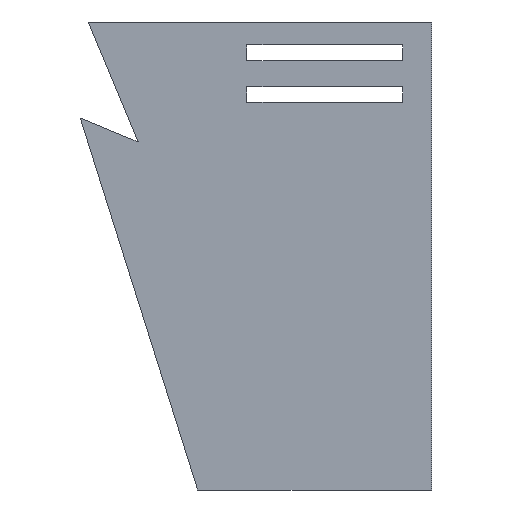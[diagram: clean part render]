
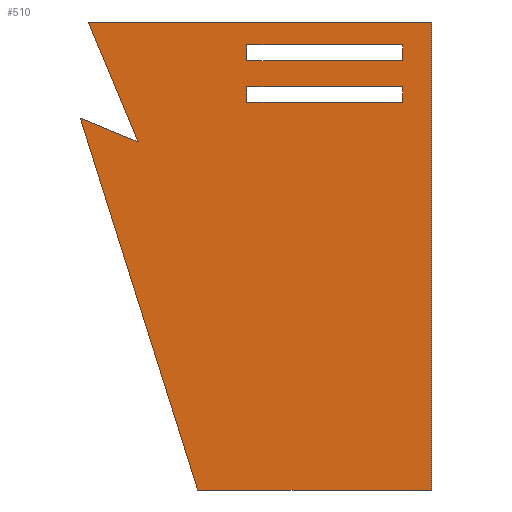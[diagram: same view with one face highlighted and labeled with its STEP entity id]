
A CAD part, front view. The second image highlights one B-rep face of the part: STEP entity #510.
In plain terms, the highlighted planar face has unit normal (0, -1, 0).
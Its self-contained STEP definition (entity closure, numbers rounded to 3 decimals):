
#70=CARTESIAN_POINT('Vertex',(60.,-480.,180.)) ;
#75=CARTESIAN_POINT('Line Origine',(60.,-480.,-120.)) ;
#79=CARTESIAN_POINT('Vertex',(60.,-480.,-420.)) ;
#106=CARTESIAN_POINT('Line Origine',(-90.,-480.,-420.)) ;
#110=CARTESIAN_POINT('Vertex',(-240.,-480.,-420.)) ;
#137=CARTESIAN_POINT('Line Origine',(-315.129,-480.,-181.556)) ;
#141=CARTESIAN_POINT('Vertex',(-390.258,-480.,56.888)) ;
#168=CARTESIAN_POINT('Line Origine',(-353.306,-480.,41.574)) ;
#172=CARTESIAN_POINT('Vertex',(-316.354,-480.,26.259)) ;
#199=CARTESIAN_POINT('Line Origine',(-348.177,-480.,103.129)) ;
#203=CARTESIAN_POINT('Vertex',(-380.,-480.,180.)) ;
#230=CARTESIAN_POINT('Line Origine',(-160.,-480.,180.)) ;
#265=CARTESIAN_POINT('Vertex',(23.208,-480.,150.623)) ;
#268=CARTESIAN_POINT('Line Origine',(-76.792,-480.,150.623)) ;
#272=CARTESIAN_POINT('Vertex',(-176.792,-480.,150.623)) ;
#299=CARTESIAN_POINT('Line Origine',(-176.792,-480.,140.623)) ;
#303=CARTESIAN_POINT('Vertex',(-176.792,-480.,130.623)) ;
#330=CARTESIAN_POINT('Line Origine',(-76.792,-480.,130.623)) ;
#334=CARTESIAN_POINT('Vertex',(23.208,-480.,130.623)) ;
#359=CARTESIAN_POINT('Line Origine',(23.208,-480.,140.623)) ;
#389=CARTESIAN_POINT('Vertex',(23.208,-480.,96.96)) ;
#392=CARTESIAN_POINT('Line Origine',(-76.792,-480.,96.96)) ;
#396=CARTESIAN_POINT('Vertex',(-176.792,-480.,96.96)) ;
#418=CARTESIAN_POINT('Line Origine',(-176.792,-480.,86.96)) ;
#422=CARTESIAN_POINT('Vertex',(-176.792,-480.,76.96)) ;
#449=CARTESIAN_POINT('Line Origine',(-76.792,-480.,76.96)) ;
#453=CARTESIAN_POINT('Vertex',(23.208,-480.,76.96)) ;
#473=CARTESIAN_POINT('Line Origine',(23.208,-480.,86.96)) ;
#485=CARTESIAN_POINT('Axis2P3D Location',(0.,-480.,0.)) ;
#76=DIRECTION('Vector Direction',(0.,0.,-1.)) ;
#107=DIRECTION('Vector Direction',(-1.,0.,0.)) ;
#138=DIRECTION('Vector Direction',(-0.301,0.,0.954)) ;
#169=DIRECTION('Vector Direction',(0.924,0.,-0.383)) ;
#200=DIRECTION('Vector Direction',(-0.383,0.,0.924)) ;
#231=DIRECTION('Vector Direction',(1.,0.,0.)) ;
#269=DIRECTION('Vector Direction',(-1.,0.,0.)) ;
#300=DIRECTION('Vector Direction',(0.,0.,1.)) ;
#331=DIRECTION('Vector Direction',(1.,0.,0.)) ;
#360=DIRECTION('Vector Direction',(0.,0.,-1.)) ;
#393=DIRECTION('Vector Direction',(-1.,0.,0.)) ;
#419=DIRECTION('Vector Direction',(0.,0.,1.)) ;
#450=DIRECTION('Vector Direction',(1.,0.,0.)) ;
#474=DIRECTION('Vector Direction',(0.,0.,-1.)) ;
#486=DIRECTION('Axis2P3D Direction',(0.,1.,0.)) ;
#487=DIRECTION('Axis2P3D XDirection',(-1.,0.,0.)) ;
#488=AXIS2_PLACEMENT_3D('Plane Axis2P3D',#485,#486,#487) ;
#491=ORIENTED_EDGE('',*,*,#234,.F.) ;
#492=ORIENTED_EDGE('',*,*,#205,.F.) ;
#493=ORIENTED_EDGE('',*,*,#174,.F.) ;
#494=ORIENTED_EDGE('',*,*,#143,.F.) ;
#495=ORIENTED_EDGE('',*,*,#112,.F.) ;
#496=ORIENTED_EDGE('',*,*,#81,.F.) ;
#499=ORIENTED_EDGE('',*,*,#363,.T.) ;
#500=ORIENTED_EDGE('',*,*,#336,.T.) ;
#501=ORIENTED_EDGE('',*,*,#305,.T.) ;
#502=ORIENTED_EDGE('',*,*,#274,.T.) ;
#505=ORIENTED_EDGE('',*,*,#477,.T.) ;
#506=ORIENTED_EDGE('',*,*,#455,.T.) ;
#507=ORIENTED_EDGE('',*,*,#424,.T.) ;
#508=ORIENTED_EDGE('',*,*,#398,.T.) ;
#503=FACE_BOUND('',#498,.T.) ;
#509=FACE_BOUND('',#504,.T.) ;
#77=VECTOR('Line Direction',#76,1.) ;
#108=VECTOR('Line Direction',#107,1.) ;
#139=VECTOR('Line Direction',#138,1.) ;
#170=VECTOR('Line Direction',#169,1.) ;
#201=VECTOR('Line Direction',#200,1.) ;
#232=VECTOR('Line Direction',#231,1.) ;
#270=VECTOR('Line Direction',#269,1.) ;
#301=VECTOR('Line Direction',#300,1.) ;
#332=VECTOR('Line Direction',#331,1.) ;
#361=VECTOR('Line Direction',#360,1.) ;
#394=VECTOR('Line Direction',#393,1.) ;
#420=VECTOR('Line Direction',#419,1.) ;
#451=VECTOR('Line Direction',#450,1.) ;
#475=VECTOR('Line Direction',#474,1.) ;
#510=ADVANCED_FACE('',(#497,#503,#509),#489,.F.) ;
#81=EDGE_CURVE('',#71,#80,#78,.T.) ;
#112=EDGE_CURVE('',#80,#111,#109,.T.) ;
#143=EDGE_CURVE('',#111,#142,#140,.T.) ;
#174=EDGE_CURVE('',#142,#173,#171,.T.) ;
#205=EDGE_CURVE('',#173,#204,#202,.T.) ;
#234=EDGE_CURVE('',#204,#71,#233,.T.) ;
#274=EDGE_CURVE('',#273,#266,#271,.F.) ;
#305=EDGE_CURVE('',#304,#273,#302,.T.) ;
#336=EDGE_CURVE('',#335,#304,#333,.F.) ;
#363=EDGE_CURVE('',#266,#335,#362,.T.) ;
#398=EDGE_CURVE('',#397,#390,#395,.F.) ;
#424=EDGE_CURVE('',#423,#397,#421,.T.) ;
#455=EDGE_CURVE('',#454,#423,#452,.F.) ;
#477=EDGE_CURVE('',#390,#454,#476,.T.) ;
#490=EDGE_LOOP('',(#491,#492,#493,#494,#495,#496)) ;
#498=EDGE_LOOP('',(#499,#500,#501,#502)) ;
#504=EDGE_LOOP('',(#505,#506,#507,#508)) ;
#497=FACE_OUTER_BOUND('',#490,.T.) ;
#78=LINE('Line',#75,#77) ;
#109=LINE('Line',#106,#108) ;
#140=LINE('Line',#137,#139) ;
#171=LINE('Line',#168,#170) ;
#202=LINE('Line',#199,#201) ;
#233=LINE('Line',#230,#232) ;
#271=LINE('Line',#268,#270) ;
#302=LINE('Line',#299,#301) ;
#333=LINE('Line',#330,#332) ;
#362=LINE('Line',#359,#361) ;
#395=LINE('Line',#392,#394) ;
#421=LINE('Line',#418,#420) ;
#452=LINE('Line',#449,#451) ;
#476=LINE('Line',#473,#475) ;
#489=PLANE('Plane',#488) ;
#71=VERTEX_POINT('',#70) ;
#80=VERTEX_POINT('',#79) ;
#111=VERTEX_POINT('',#110) ;
#142=VERTEX_POINT('',#141) ;
#173=VERTEX_POINT('',#172) ;
#204=VERTEX_POINT('',#203) ;
#266=VERTEX_POINT('',#265) ;
#273=VERTEX_POINT('',#272) ;
#304=VERTEX_POINT('',#303) ;
#335=VERTEX_POINT('',#334) ;
#390=VERTEX_POINT('',#389) ;
#397=VERTEX_POINT('',#396) ;
#423=VERTEX_POINT('',#422) ;
#454=VERTEX_POINT('',#453) ;
